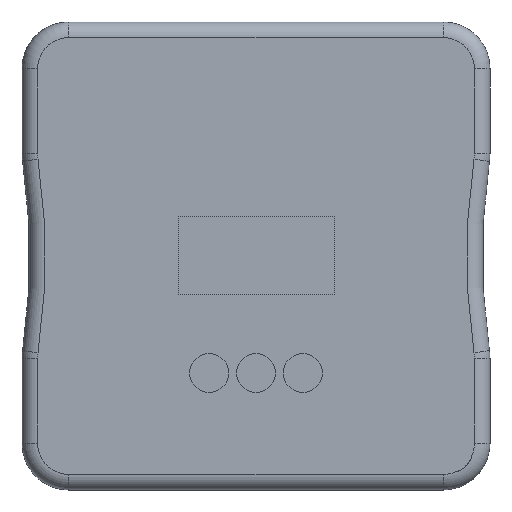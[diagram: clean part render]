
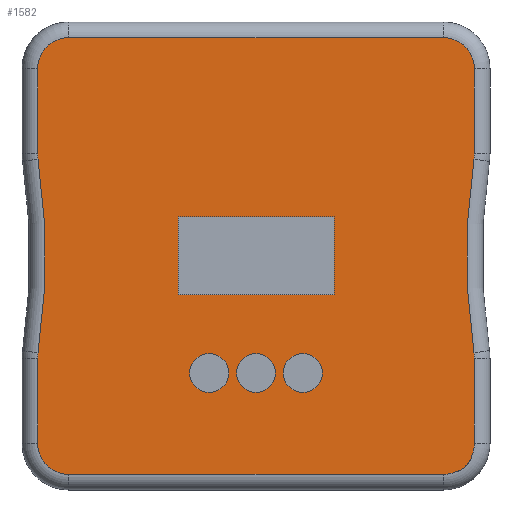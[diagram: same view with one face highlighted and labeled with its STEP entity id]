
A CAD part, front view. The second image highlights one B-rep face of the part: STEP entity #1582.
In plain terms, the highlighted planar face has unit normal (0, -1, 0).
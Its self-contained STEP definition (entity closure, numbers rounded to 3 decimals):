
#65=FACE_BOUND('',#259,.T.);
#66=FACE_BOUND('',#260,.T.);
#67=FACE_BOUND('',#261,.T.);
#68=FACE_BOUND('',#262,.T.);
#116=PLANE('',#1699);
#155=FACE_OUTER_BOUND('',#258,.T.);
#258=EDGE_LOOP('',(#1098,#1099,#1100,#1101,#1102,#1103,#1104,#1105,#1106,
#1107,#1108,#1109,#1110,#1111,#1112,#1113,#1114,#1115));
#259=EDGE_LOOP('',(#1116));
#260=EDGE_LOOP('',(#1117));
#261=EDGE_LOOP('',(#1118,#1119,#1120,#1121));
#262=EDGE_LOOP('',(#1122));
#353=LINE('',#2403,#452);
#357=LINE('',#2411,#456);
#360=LINE('',#2417,#459);
#363=LINE('',#2422,#462);
#373=LINE('',#2472,#472);
#374=LINE('',#2480,#473);
#375=LINE('',#2488,#474);
#376=LINE('',#2492,#475);
#377=LINE('',#2496,#476);
#378=LINE('',#2504,#477);
#452=VECTOR('',#1898,10.);
#456=VECTOR('',#1904,10.);
#459=VECTOR('',#1909,10.);
#462=VECTOR('',#1914,10.);
#472=VECTOR('',#1956,10.);
#473=VECTOR('',#1963,10.);
#474=VECTOR('',#1970,10.);
#475=VECTOR('',#1973,10.);
#476=VECTOR('',#1976,10.);
#477=VECTOR('',#1983,10.);
#549=CIRCLE('',#1673,1.25);
#551=CIRCLE('',#1677,1.25);
#553=CIRCLE('',#1686,1.25);
#561=CIRCLE('',#1700,2.);
#562=CIRCLE('',#1701,1.5);
#563=CIRCLE('',#1702,2.);
#564=CIRCLE('',#1703,2.26);
#565=CIRCLE('',#1704,41.);
#566=CIRCLE('',#1705,2.26);
#567=CIRCLE('',#1706,2.);
#568=CIRCLE('',#1707,2.);
#569=CIRCLE('',#1708,2.26);
#570=CIRCLE('',#1709,41.);
#571=CIRCLE('',#1710,2.26);
#572=CIRCLE('',#1711,2.);
#647=VERTEX_POINT('',#2387);
#649=VERTEX_POINT('',#2394);
#651=VERTEX_POINT('',#2401);
#652=VERTEX_POINT('',#2402);
#655=VERTEX_POINT('',#2410);
#657=VERTEX_POINT('',#2416);
#659=VERTEX_POINT('',#2426);
#673=VERTEX_POINT('',#2470);
#674=VERTEX_POINT('',#2471);
#675=VERTEX_POINT('',#2473);
#676=VERTEX_POINT('',#2475);
#677=VERTEX_POINT('',#2477);
#678=VERTEX_POINT('',#2479);
#679=VERTEX_POINT('',#2481);
#680=VERTEX_POINT('',#2483);
#681=VERTEX_POINT('',#2485);
#682=VERTEX_POINT('',#2487);
#683=VERTEX_POINT('',#2489);
#684=VERTEX_POINT('',#2491);
#685=VERTEX_POINT('',#2493);
#686=VERTEX_POINT('',#2495);
#687=VERTEX_POINT('',#2497);
#688=VERTEX_POINT('',#2499);
#689=VERTEX_POINT('',#2501);
#690=VERTEX_POINT('',#2503);
#797=EDGE_CURVE('',#647,#647,#549,.T.);
#800=EDGE_CURVE('',#649,#649,#551,.T.);
#803=EDGE_CURVE('',#651,#652,#353,.T.);
#807=EDGE_CURVE('',#655,#651,#357,.T.);
#810=EDGE_CURVE('',#657,#655,#360,.T.);
#813=EDGE_CURVE('',#652,#657,#363,.T.);
#815=EDGE_CURVE('',#659,#659,#553,.T.);
#833=EDGE_CURVE('',#673,#674,#373,.T.);
#834=EDGE_CURVE('',#675,#673,#561,.T.);
#835=EDGE_CURVE('',#676,#675,#562,.T.);
#836=EDGE_CURVE('',#677,#676,#563,.T.);
#837=EDGE_CURVE('',#678,#677,#374,.T.);
#838=EDGE_CURVE('',#679,#678,#564,.T.);
#839=EDGE_CURVE('',#680,#679,#565,.T.);
#840=EDGE_CURVE('',#681,#680,#566,.T.);
#841=EDGE_CURVE('',#682,#681,#375,.T.);
#842=EDGE_CURVE('',#683,#682,#567,.T.);
#843=EDGE_CURVE('',#684,#683,#376,.T.);
#844=EDGE_CURVE('',#685,#684,#568,.T.);
#845=EDGE_CURVE('',#686,#685,#377,.T.);
#846=EDGE_CURVE('',#687,#686,#569,.T.);
#847=EDGE_CURVE('',#688,#687,#570,.T.);
#848=EDGE_CURVE('',#689,#688,#571,.T.);
#849=EDGE_CURVE('',#690,#689,#378,.T.);
#850=EDGE_CURVE('',#674,#690,#572,.T.);
#1098=ORIENTED_EDGE('',*,*,#833,.F.);
#1099=ORIENTED_EDGE('',*,*,#834,.F.);
#1100=ORIENTED_EDGE('',*,*,#835,.F.);
#1101=ORIENTED_EDGE('',*,*,#836,.F.);
#1102=ORIENTED_EDGE('',*,*,#837,.F.);
#1103=ORIENTED_EDGE('',*,*,#838,.F.);
#1104=ORIENTED_EDGE('',*,*,#839,.F.);
#1105=ORIENTED_EDGE('',*,*,#840,.F.);
#1106=ORIENTED_EDGE('',*,*,#841,.F.);
#1107=ORIENTED_EDGE('',*,*,#842,.F.);
#1108=ORIENTED_EDGE('',*,*,#843,.F.);
#1109=ORIENTED_EDGE('',*,*,#844,.F.);
#1110=ORIENTED_EDGE('',*,*,#845,.F.);
#1111=ORIENTED_EDGE('',*,*,#846,.F.);
#1112=ORIENTED_EDGE('',*,*,#847,.F.);
#1113=ORIENTED_EDGE('',*,*,#848,.F.);
#1114=ORIENTED_EDGE('',*,*,#849,.F.);
#1115=ORIENTED_EDGE('',*,*,#850,.F.);
#1116=ORIENTED_EDGE('',*,*,#797,.T.);
#1117=ORIENTED_EDGE('',*,*,#800,.T.);
#1118=ORIENTED_EDGE('',*,*,#803,.T.);
#1119=ORIENTED_EDGE('',*,*,#813,.T.);
#1120=ORIENTED_EDGE('',*,*,#810,.T.);
#1121=ORIENTED_EDGE('',*,*,#807,.T.);
#1122=ORIENTED_EDGE('',*,*,#815,.T.);
#1582=ADVANCED_FACE('',(#155,#65,#66,#67,#68),#116,.F.);
#1673=AXIS2_PLACEMENT_3D('',#2388,#1880,#1881);
#1677=AXIS2_PLACEMENT_3D('',#2395,#1889,#1890);
#1686=AXIS2_PLACEMENT_3D('',#2427,#1920,#1921);
#1699=AXIS2_PLACEMENT_3D('',#2469,#1954,#1955);
#1700=AXIS2_PLACEMENT_3D('',#2474,#1957,#1958);
#1701=AXIS2_PLACEMENT_3D('',#2476,#1959,#1960);
#1702=AXIS2_PLACEMENT_3D('',#2478,#1961,#1962);
#1703=AXIS2_PLACEMENT_3D('',#2482,#1964,#1965);
#1704=AXIS2_PLACEMENT_3D('',#2484,#1966,#1967);
#1705=AXIS2_PLACEMENT_3D('',#2486,#1968,#1969);
#1706=AXIS2_PLACEMENT_3D('',#2490,#1971,#1972);
#1707=AXIS2_PLACEMENT_3D('',#2494,#1974,#1975);
#1708=AXIS2_PLACEMENT_3D('',#2498,#1977,#1978);
#1709=AXIS2_PLACEMENT_3D('',#2500,#1979,#1980);
#1710=AXIS2_PLACEMENT_3D('',#2502,#1981,#1982);
#1711=AXIS2_PLACEMENT_3D('',#2505,#1984,#1985);
#1880=DIRECTION('center_axis',(0.,1.,0.));
#1881=DIRECTION('ref_axis',(1.,0.,0.));
#1889=DIRECTION('center_axis',(0.,1.,0.));
#1890=DIRECTION('ref_axis',(1.,0.,0.));
#1898=DIRECTION('',(-1.,0.,0.));
#1904=DIRECTION('',(0.,0.,-1.));
#1909=DIRECTION('',(1.,0.,0.));
#1914=DIRECTION('',(0.,0.,1.));
#1920=DIRECTION('center_axis',(0.,1.,0.));
#1921=DIRECTION('ref_axis',(1.,0.,0.));
#1954=DIRECTION('center_axis',(0.,1.,0.));
#1955=DIRECTION('ref_axis',(1.,0.,0.));
#1956=DIRECTION('',(-1.,0.,0.));
#1957=DIRECTION('center_axis',(0.,1.,0.));
#1958=DIRECTION('ref_axis',(0.707,0.,-0.707));
#1959=DIRECTION('center_axis',(0.,1.,0.));
#1960=DIRECTION('ref_axis',(0.,0.,-1.));
#1961=DIRECTION('center_axis',(0.,1.,0.));
#1962=DIRECTION('ref_axis',(0.707,0.,-0.707));
#1963=DIRECTION('',(0.,0.,-1.));
#1964=DIRECTION('center_axis',(0.,1.,0.));
#1965=DIRECTION('ref_axis',(0.997,0.,0.076));
#1966=DIRECTION('center_axis',(0.,-1.,0.));
#1967=DIRECTION('ref_axis',(-1.,0.,0.));
#1968=DIRECTION('center_axis',(0.,1.,0.));
#1969=DIRECTION('ref_axis',(0.997,0.,-0.076));
#1970=DIRECTION('',(0.,0.,-1.));
#1971=DIRECTION('center_axis',(0.,1.,0.));
#1972=DIRECTION('ref_axis',(0.707,0.,0.707));
#1973=DIRECTION('',(1.,0.,0.));
#1974=DIRECTION('center_axis',(0.,1.,0.));
#1975=DIRECTION('ref_axis',(-0.707,0.,0.707));
#1976=DIRECTION('',(0.,0.,1.));
#1977=DIRECTION('center_axis',(0.,1.,0.));
#1978=DIRECTION('ref_axis',(-0.997,0.,-0.076));
#1979=DIRECTION('center_axis',(0.,-1.,0.));
#1980=DIRECTION('ref_axis',(1.,0.,0.));
#1981=DIRECTION('center_axis',(0.,1.,0.));
#1982=DIRECTION('ref_axis',(-0.997,0.,0.076));
#1983=DIRECTION('',(0.,0.,1.));
#1984=DIRECTION('center_axis',(0.,1.,0.));
#1985=DIRECTION('ref_axis',(-0.707,0.,-0.707));
#2387=CARTESIAN_POINT('',(1.75,0.,-7.5));
#2388=CARTESIAN_POINT('Origin',(3.,0.,-7.5));
#2394=CARTESIAN_POINT('',(-1.25,0.,-7.5));
#2395=CARTESIAN_POINT('Origin',(0.,0.,-7.5));
#2401=CARTESIAN_POINT('',(5.,0.,-2.5));
#2402=CARTESIAN_POINT('',(-5.,0.,-2.5));
#2403=CARTESIAN_POINT('',(2.5,0.,-2.5));
#2410=CARTESIAN_POINT('',(5.,0.,2.5));
#2411=CARTESIAN_POINT('',(5.,0.,1.25));
#2416=CARTESIAN_POINT('',(-5.,0.,2.5));
#2417=CARTESIAN_POINT('',(-2.5,0.,2.5));
#2422=CARTESIAN_POINT('',(-5.,0.,-1.25));
#2426=CARTESIAN_POINT('',(-4.25,0.,-7.5));
#2427=CARTESIAN_POINT('Origin',(-3.,0.,-7.5));
#2469=CARTESIAN_POINT('Origin',(0.,0.,0.));
#2470=CARTESIAN_POINT('',(12.,0.,-14.));
#2471=CARTESIAN_POINT('',(-12.,0.,-14.));
#2472=CARTESIAN_POINT('',(6.,0.,-14.));
#2473=CARTESIAN_POINT('',(12.723,0.,-13.865));
#2474=CARTESIAN_POINT('Origin',(12.,0.,-12.));
#2475=CARTESIAN_POINT('',(13.865,0.,-12.723));
#2476=CARTESIAN_POINT('Origin',(12.4,0.,-12.4));
#2477=CARTESIAN_POINT('',(14.,0.,-12.));
#2478=CARTESIAN_POINT('Origin',(12.,0.,-12.));
#2479=CARTESIAN_POINT('',(14.,0.,-6.558));
#2480=CARTESIAN_POINT('',(14.,0.,-3.152));
#2481=CARTESIAN_POINT('',(13.974,0.,-6.216));
#2482=CARTESIAN_POINT('Origin',(11.74,0.,-6.558));
#2483=CARTESIAN_POINT('',(13.974,0.,6.216));
#2484=CARTESIAN_POINT('Origin',(54.5,0.,0.));
#2485=CARTESIAN_POINT('',(14.,0.,6.558));
#2486=CARTESIAN_POINT('Origin',(11.74,0.,6.558));
#2487=CARTESIAN_POINT('',(14.,0.,12.));
#2488=CARTESIAN_POINT('',(14.,0.,6.));
#2489=CARTESIAN_POINT('',(12.,0.,14.));
#2490=CARTESIAN_POINT('Origin',(12.,0.,12.));
#2491=CARTESIAN_POINT('',(-12.,0.,14.));
#2492=CARTESIAN_POINT('',(-6.,0.,14.));
#2493=CARTESIAN_POINT('',(-14.,0.,12.));
#2494=CARTESIAN_POINT('Origin',(-12.,0.,12.));
#2495=CARTESIAN_POINT('',(-14.,0.,6.558));
#2496=CARTESIAN_POINT('',(-14.,0.,3.152));
#2497=CARTESIAN_POINT('',(-13.974,0.,6.216));
#2498=CARTESIAN_POINT('Origin',(-11.74,0.,6.558));
#2499=CARTESIAN_POINT('',(-13.974,0.,-6.216));
#2500=CARTESIAN_POINT('Origin',(-54.5,0.,0.));
#2501=CARTESIAN_POINT('',(-14.,0.,-6.558));
#2502=CARTESIAN_POINT('Origin',(-11.74,0.,-6.558));
#2503=CARTESIAN_POINT('',(-14.,0.,-12.));
#2504=CARTESIAN_POINT('',(-14.,0.,-6.));
#2505=CARTESIAN_POINT('Origin',(-12.,0.,-12.));
